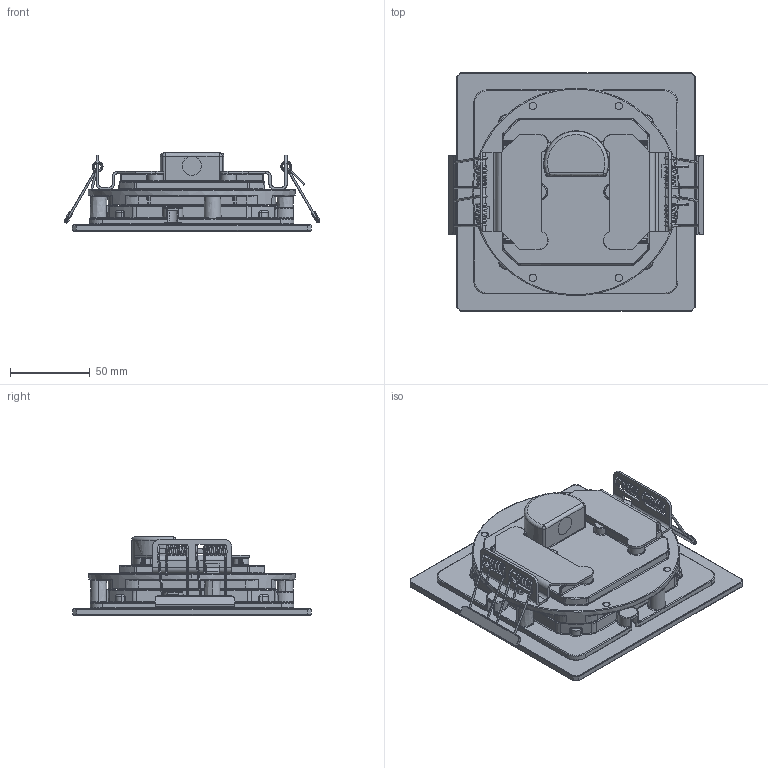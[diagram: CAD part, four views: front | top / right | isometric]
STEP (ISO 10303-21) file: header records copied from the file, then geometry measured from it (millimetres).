
FILE_DESCRIPTION(/* description */ (''),/* implementation_level */ '2;1');
FILE_NAME(/* name */ 'T4201800_EGO 150 VETRO DL FLAT QUADRO',/* time_stamp */ '2018-02-01T16:54:06+01:00',/* author */ (''),/* organization */ (''),/* preprocessor_version */ 'ST-DEVELOPER v15',/* originating_system */ '',/* authorisation */ '');
FILE_SCHEMA (('CONFIG_CONTROL_DESIGN'));
Products named in the file (1): Document
Bounding box: 160.68 x 150 x 49.1 mm (x, y, z)
Volume: 109850.2 mm3; surface area: 184766.9 mm2
Topology: 11 solids, 20 shells, 1736 faces, 4351 edges, 2485 vertices
Faces by surface type: bspline 1313, plane 423
Entity records: 82117 total; most frequent: CARTESIAN_POINT 58510, ORIENTED_EDGE 8435, EDGE_CURVE 4259, VERTEX_POINT 2485, B_SPLINE_CURVE_WITH_KNOTS 1793, EDGE_LOOP 1759, ADVANCED_FACE 1729, FACE_OUTER_BOUND 1729
